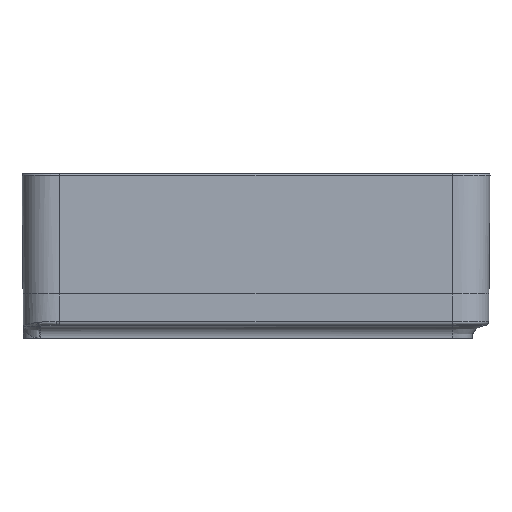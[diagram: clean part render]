
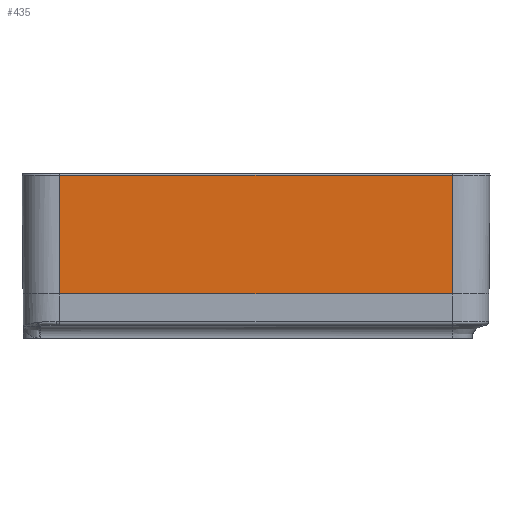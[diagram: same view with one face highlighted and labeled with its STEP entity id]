
A CAD part, front view. The second image highlights one B-rep face of the part: STEP entity #435.
In plain terms, the highlighted planar face has unit normal (0, -1, -0.009).
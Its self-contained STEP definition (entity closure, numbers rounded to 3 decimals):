
#240=FACE_OUTER_BOUND('',#845,.T.);
#435=ADVANCED_FACE('',(#240),#629,.T.);
#629=PLANE('',#3339);
#845=EDGE_LOOP('',(#1402,#1403,#1404,#1405));
#1402=ORIENTED_EDGE('',*,*,#2644,.T.);
#1403=ORIENTED_EDGE('',*,*,#2645,.T.);
#1404=ORIENTED_EDGE('',*,*,#2646,.T.);
#1405=ORIENTED_EDGE('',*,*,#2641,.F.);
#2324=VERTEX_POINT('',#9108);
#2325=VERTEX_POINT('',#9109);
#2326=VERTEX_POINT('',#9183);
#2327=VERTEX_POINT('',#9185);
#2641=EDGE_CURVE('',#2324,#2325,#3056,.T.);
#2644=EDGE_CURVE('',#2324,#2326,#3057,.T.);
#2645=EDGE_CURVE('',#2326,#2327,#3058,.T.);
#2646=EDGE_CURVE('',#2327,#2325,#3059,.T.);
#3056=LINE('',#9107,#3206);
#3057=LINE('',#9182,#3207);
#3058=LINE('',#9184,#3208);
#3059=LINE('',#9186,#3209);
#3206=VECTOR('',#3674,1.);
#3207=VECTOR('',#3675,1.);
#3208=VECTOR('',#3676,1.);
#3209=VECTOR('',#3677,1.);
#3339=AXIS2_PLACEMENT_3D('',#9187,#3678,#3679);
#3674=DIRECTION('',(0.,0.009,-1.));
#3675=DIRECTION('',(-1.,0.,0.));
#3676=DIRECTION('',(0.,0.009,-1.));
#3677=DIRECTION('',(1.,0.,0.));
#3678=DIRECTION('',(0.,-1.,-0.009));
#3679=DIRECTION('',(0.,0.009,-1.));
#9107=CARTESIAN_POINT('',(155.,-290.,0.));
#9108=CARTESIAN_POINT('',(155.,-289.991,-1.009));
#9109=CARTESIAN_POINT('',(155.,-289.171,-95.));
#9182=CARTESIAN_POINT('',(-155.,-289.991,-1.009));
#9183=CARTESIAN_POINT('',(-155.,-289.991,-1.009));
#9184=CARTESIAN_POINT('',(-155.,-290.,0.));
#9185=CARTESIAN_POINT('',(-155.,-289.171,-95.));
#9186=CARTESIAN_POINT('',(-155.,-289.171,-95.));
#9187=CARTESIAN_POINT('',(-155.,-290.,0.));
